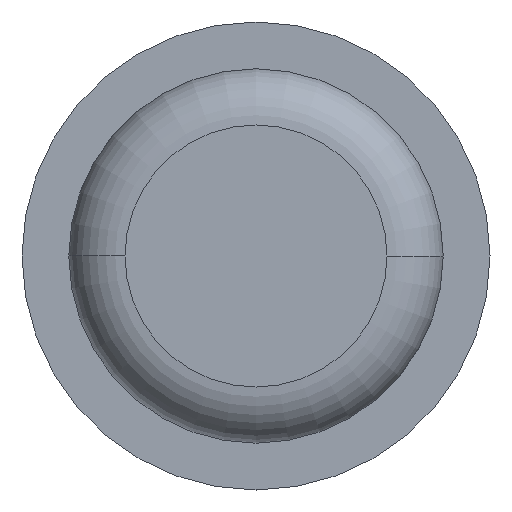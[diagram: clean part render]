
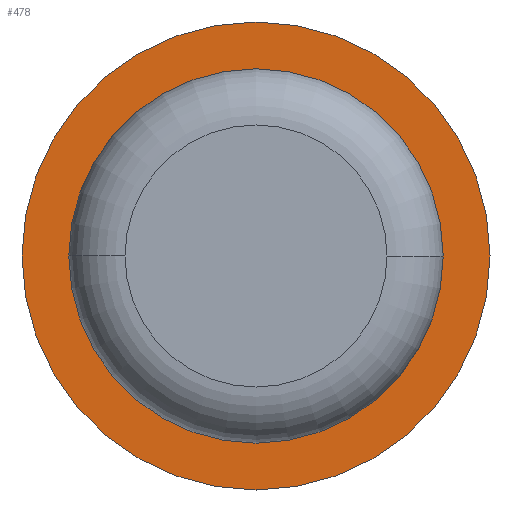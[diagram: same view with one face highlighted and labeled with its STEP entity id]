
A CAD part, left-side view. The second image highlights one B-rep face of the part: STEP entity #478.
In plain terms, the highlighted planar face has unit normal (-1, 0, 0).
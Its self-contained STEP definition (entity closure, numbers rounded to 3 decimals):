
#9 = CARTESIAN_POINT ( 'NONE',  ( 0.15, 0., 0. ) ) ;
#16 = CIRCLE ( 'NONE', #32, 1.25 ) ;
#28 = VERTEX_POINT ( 'NONE', #313 ) ;
#29 = FACE_BOUND ( 'NONE', #146, .T. ) ;
#31 = DIRECTION ( 'NONE',  ( 1., 0., 0. ) ) ;
#32 = AXIS2_PLACEMENT_3D ( 'NONE', #331, #368, #129 ) ;
#33 = DIRECTION ( 'NONE',  ( 0., 1., 0. ) ) ;
#62 = ORIENTED_EDGE ( 'NONE', *, *, #150, .T. ) ;
#63 = ORIENTED_EDGE ( 'NONE', *, *, #124, .F. ) ;
#67 = AXIS2_PLACEMENT_3D ( 'NONE', #163, #196, #495 ) ;
#90 = ORIENTED_EDGE ( 'NONE', *, *, #470, .T. ) ;
#112 = CIRCLE ( 'NONE', #254, 1.25 ) ;
#124 = EDGE_CURVE ( 'NONE', #28, #260, #16, .T. ) ;
#129 = DIRECTION ( 'NONE',  ( 0., 1., 0. ) ) ;
#146 = EDGE_LOOP ( 'NONE', ( #62, #90 ) ) ;
#150 = EDGE_CURVE ( 'NONE', #343, #453, #207, .T. ) ;
#163 = CARTESIAN_POINT ( 'NONE',  ( 0.15, 1., 0. ) ) ;
#196 = DIRECTION ( 'NONE',  ( -1., 0., 0. ) ) ;
#207 = CIRCLE ( 'NONE', #493, 1. ) ;
#216 = DIRECTION ( 'NONE',  ( 1., 0., 0. ) ) ;
#254 = AXIS2_PLACEMENT_3D ( 'NONE', #498, #31, #33 ) ;
#260 = VERTEX_POINT ( 'NONE', #381 ) ;
#296 = AXIS2_PLACEMENT_3D ( 'NONE', #352, #426, #319 ) ;
#313 = CARTESIAN_POINT ( 'NONE',  ( 0.15, 1.25, 0. ) ) ;
#319 = DIRECTION ( 'NONE',  ( 0., 1., 0. ) ) ;
#320 = FACE_OUTER_BOUND ( 'NONE', #456, .T. ) ;
#331 = CARTESIAN_POINT ( 'NONE',  ( 0.15, 0., 0. ) ) ;
#343 = VERTEX_POINT ( 'NONE', #344 ) ;
#344 = CARTESIAN_POINT ( 'NONE',  ( 0.15, 1., 0. ) ) ;
#352 = CARTESIAN_POINT ( 'NONE',  ( 0.15, 0., 0. ) ) ;
#368 = DIRECTION ( 'NONE',  ( 1., 0., 0. ) ) ;
#381 = CARTESIAN_POINT ( 'NONE',  ( 0.15, -1.25, 0. ) ) ;
#387 = CIRCLE ( 'NONE', #296, 1. ) ;
#391 = EDGE_CURVE ( 'NONE', #260, #28, #112, .T. ) ;
#426 = DIRECTION ( 'NONE',  ( 1., 0., 0. ) ) ;
#434 = CARTESIAN_POINT ( 'NONE',  ( 0.15, -1., 0. ) ) ;
#453 = VERTEX_POINT ( 'NONE', #434 ) ;
#454 = ORIENTED_EDGE ( 'NONE', *, *, #391, .F. ) ;
#456 = EDGE_LOOP ( 'NONE', ( #63, #454 ) ) ;
#465 = PLANE ( 'NONE',  #67 ) ;
#470 = EDGE_CURVE ( 'NONE', #453, #343, #387, .T. ) ;
#478 = ADVANCED_FACE ( 'NONE', ( #29, #320 ), #465, .T. ) ;
#493 = AXIS2_PLACEMENT_3D ( 'NONE', #9, #216, #510 ) ;
#495 = DIRECTION ( 'NONE',  ( 0., -1., 0. ) ) ;
#498 = CARTESIAN_POINT ( 'NONE',  ( 0.15, 0., 0. ) ) ;
#510 = DIRECTION ( 'NONE',  ( 0., 1., 0. ) ) ;
